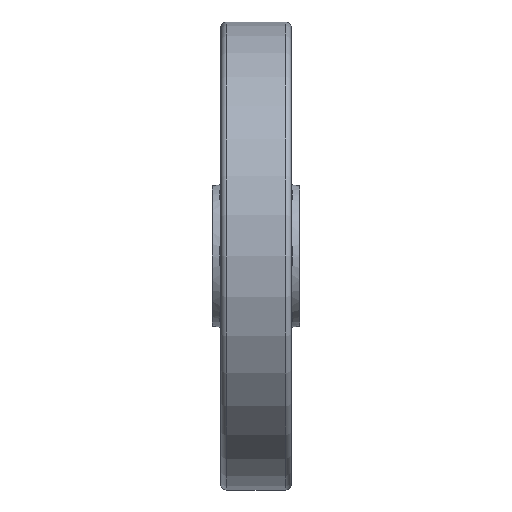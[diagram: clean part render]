
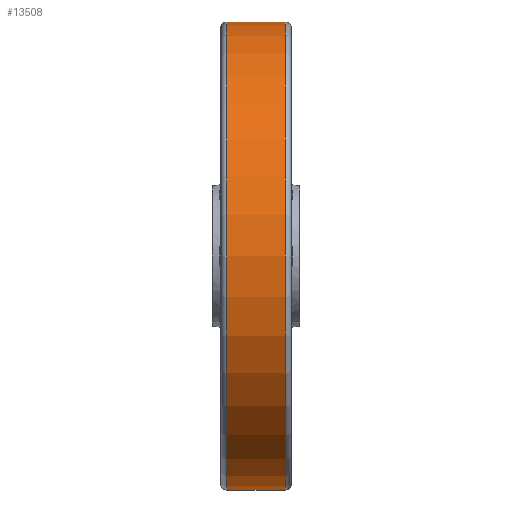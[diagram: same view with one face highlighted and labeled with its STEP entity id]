
A CAD part, front view. The second image highlights one B-rep face of the part: STEP entity #13508.
In plain terms, the highlighted cylindrical face has radius 200 mm (diameter 400 mm), a partial arc.
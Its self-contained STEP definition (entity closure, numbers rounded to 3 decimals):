
#126 = VERTEX_POINT ( 'NONE', #7052 ) ;
#357 = CARTESIAN_POINT ( 'NONE',  ( 25., 0., 0. ) ) ;
#722 = CARTESIAN_POINT ( 'NONE',  ( 25., 0., -200. ) ) ;
#749 = VECTOR ( 'NONE', #8009, 1000. ) ;
#1447 = CYLINDRICAL_SURFACE ( 'NONE', #8190, 200. ) ;
#1608 = ORIENTED_EDGE ( 'NONE', *, *, #13935, .T. ) ;
#1662 = LINE ( 'NONE', #11126, #749 ) ;
#2359 = DIRECTION ( 'NONE',  ( 0., 0., -1. ) ) ;
#2755 = DIRECTION ( 'NONE',  ( 1., 0., 0. ) ) ;
#4305 = CARTESIAN_POINT ( 'NONE',  ( -25., 0., 0. ) ) ;
#5264 = CARTESIAN_POINT ( 'NONE',  ( 0., 0., 200. ) ) ;
#6456 = CARTESIAN_POINT ( 'NONE',  ( -25., 0., -200. ) ) ;
#6561 = VERTEX_POINT ( 'NONE', #6456 ) ;
#6942 = CIRCLE ( 'NONE', #17942, 200. ) ;
#7052 = CARTESIAN_POINT ( 'NONE',  ( 25., 0., 200. ) ) ;
#8009 = DIRECTION ( 'NONE',  ( 1., 0., 0. ) ) ;
#8190 = AXIS2_PLACEMENT_3D ( 'NONE', #16626, #14954, #2359 ) ;
#9114 = DIRECTION ( 'NONE',  ( 0., 0., 1. ) ) ;
#9824 = AXIS2_PLACEMENT_3D ( 'NONE', #4305, #2755, #9114 ) ;
#9939 = DIRECTION ( 'NONE',  ( -1., 0., 0. ) ) ;
#10167 = LINE ( 'NONE', #5264, #15172 ) ;
#10945 = CARTESIAN_POINT ( 'NONE',  ( -25., 0., 200. ) ) ;
#10984 = ORIENTED_EDGE ( 'NONE', *, *, #13621, .F. ) ;
#11126 = CARTESIAN_POINT ( 'NONE',  ( 0., 0., -200. ) ) ;
#12625 = ORIENTED_EDGE ( 'NONE', *, *, #19153, .T. ) ;
#13508 = ADVANCED_FACE ( 'NONE', ( #15714 ), #1447, .T. ) ;
#13621 = EDGE_CURVE ( 'NONE', #15876, #126, #10167, .T. ) ;
#13935 = EDGE_CURVE ( 'NONE', #15876, #6561, #17453, .T. ) ;
#14954 = DIRECTION ( 'NONE',  ( 1., 0., 0. ) ) ;
#15172 = VECTOR ( 'NONE', #16732, 1000. ) ;
#15714 = FACE_OUTER_BOUND ( 'NONE', #20101, .T. ) ;
#15876 = VERTEX_POINT ( 'NONE', #10945 ) ;
#16626 = CARTESIAN_POINT ( 'NONE',  ( 0., 0., 0. ) ) ;
#16732 = DIRECTION ( 'NONE',  ( 1., 0., 0. ) ) ;
#16903 = EDGE_CURVE ( 'NONE', #17401, #126, #6942, .T. ) ;
#17401 = VERTEX_POINT ( 'NONE', #722 ) ;
#17453 = CIRCLE ( 'NONE', #9824, 200. ) ;
#17724 = DIRECTION ( 'NONE',  ( 0., 0., -1. ) ) ;
#17942 = AXIS2_PLACEMENT_3D ( 'NONE', #357, #9939, #17724 ) ;
#18630 = ORIENTED_EDGE ( 'NONE', *, *, #16903, .T. ) ;
#19153 = EDGE_CURVE ( 'NONE', #6561, #17401, #1662, .T. ) ;
#20101 = EDGE_LOOP ( 'NONE', ( #10984, #1608, #12625, #18630 ) ) ;
